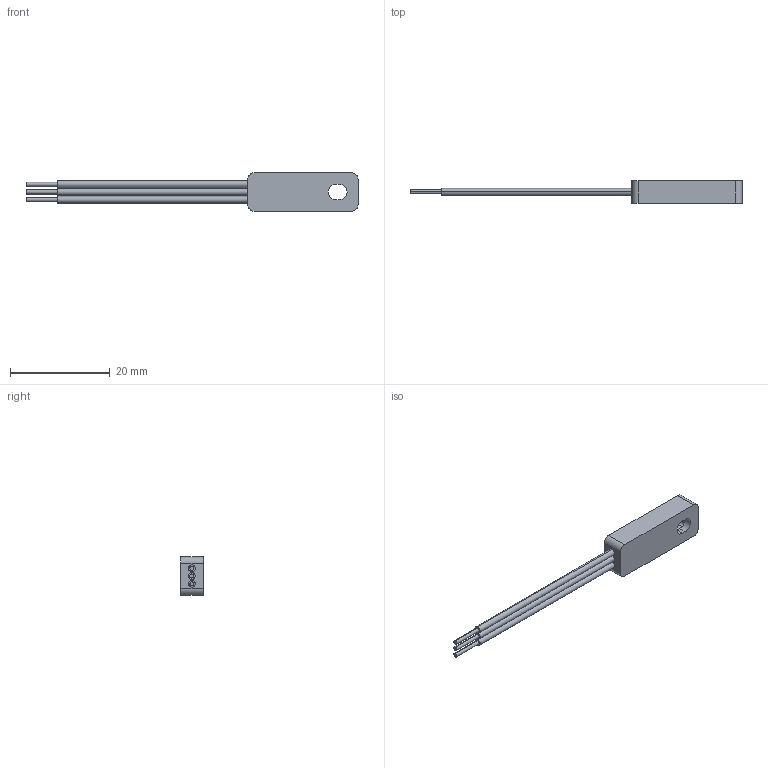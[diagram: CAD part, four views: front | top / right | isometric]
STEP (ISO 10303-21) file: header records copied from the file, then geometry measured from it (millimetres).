
FILE_DESCRIPTION (( 'STEP AP214' ), '1' );
FILE_NAME ('S3_Model.STEP', '2019-11-01T12:00:04', ( '' ), ( '' ), 'SwSTEP 2.0', 'SolidWorks 2017', '' );
FILE_SCHEMA (( 'AUTOMOTIVE_DESIGN' ));
Length unit declared in the file: inch
Products named in the file (5): S3_Model; S3 Speed Sensor_2; 24AWG_Wire_BLACK; 24AWG_Wire_RED; 24AWG_Wire_BLUE
Assembly tree (4 placements, depth 2):
  S3_Model
    S3 Speed Sensor_2
    24AWG_Wire_BLACK
    24AWG_Wire_BLUE
    24AWG_Wire_RED
Bounding box: 66.55 x 4.57 x 7.7 mm (x, y, z)
Volume: 832.6 mm3; surface area: 1215.5 mm2
Topology: 4 solids, 4 shells, 44 faces, 96 edges, 64 vertices
Faces by surface type: plane 22, cylinder 22
Entity records: 2024 total; most frequent: DIRECTION 242, CARTESIAN_POINT 211, ORIENTED_EDGE 192, EDGE_CURVE 96, AXIS2_PLACEMENT_3D 95, VERTEX_POINT 64, UNCERTAINTY_MEASURE_WITH_UNIT 57, DIMENSIONAL_EXPONENTS 57
